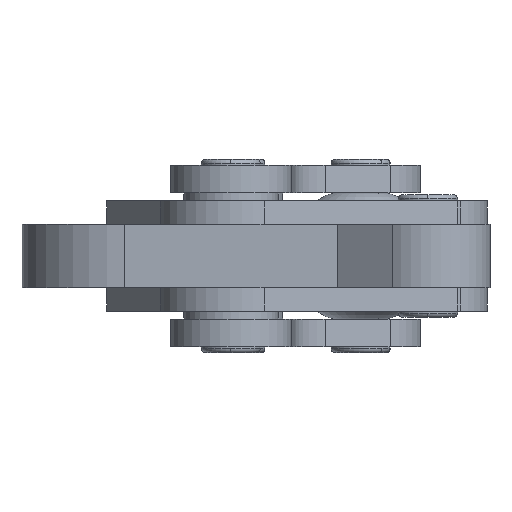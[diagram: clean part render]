
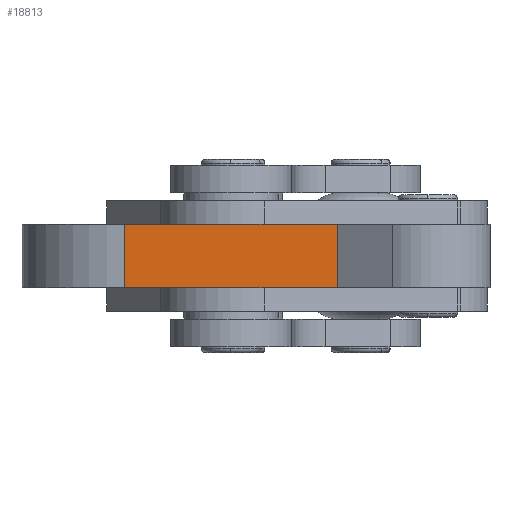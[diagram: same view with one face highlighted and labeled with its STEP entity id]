
A CAD part, front view. The second image highlights one B-rep face of the part: STEP entity #18813.
In plain terms, the highlighted planar face has unit normal (0, -1, 0).
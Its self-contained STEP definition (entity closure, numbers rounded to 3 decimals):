
#115 = DIRECTION ( 'NONE',  ( 0., 0., -1. ) ) ;
#117 = CARTESIAN_POINT ( 'NONE',  ( 0., 0., 16. ) ) ;
#129 = CARTESIAN_POINT ( 'NONE',  ( 54., 0., 16. ) ) ;
#134 = DIRECTION ( 'NONE',  ( 0., 0., -1. ) ) ;
#153 = DIRECTION ( 'NONE',  ( 1., 0., 0. ) ) ;
#154 = CARTESIAN_POINT ( 'NONE',  ( 54., 0., 0. ) ) ;
#170 = DIRECTION ( 'NONE',  ( 1., 0., 0. ) ) ;
#172 = CARTESIAN_POINT ( 'NONE',  ( 54., 0., 16. ) ) ;
#3049 = FACE_OUTER_BOUND ( 'NONE', #19101, .T. ) ;
#3506 = CARTESIAN_POINT ( 'NONE',  ( 54., 0., 16. ) ) ;
#3510 = PLANE ( 'NONE',  #11942 ) ;
#3512 = DIRECTION ( 'NONE',  ( 0., 1., 0. ) ) ;
#3513 = DIRECTION ( 'NONE',  ( -1., 0., 0. ) ) ;
#3522 = CARTESIAN_POINT ( 'NONE',  ( 0., 0., 16. ) ) ;
#3528 = CARTESIAN_POINT ( 'NONE',  ( 0., 0., 0. ) ) ;
#3776 = CARTESIAN_POINT ( 'NONE',  ( 54., 0., 0. ) ) ;
#3904 = CARTESIAN_POINT ( 'NONE',  ( 54., 0., 16. ) ) ;
#4038 = EDGE_CURVE ( 'NONE', #19003, #19564, #9281, .T. ) ;
#4044 = EDGE_CURVE ( 'NONE', #19188, #19436, #9291, .T. ) ;
#4049 = EDGE_CURVE ( 'NONE', #19564, #19436, #9299, .T. ) ;
#4050 = EDGE_CURVE ( 'NONE', #19003, #19188, #9300, .T. ) ;
#9281 = LINE ( 'NONE', #172, #9284 ) ;
#9284 = VECTOR ( 'NONE', #170, 1000. ) ;
#9291 = LINE ( 'NONE', #154, #9293 ) ;
#9293 = VECTOR ( 'NONE', #153, 1000. ) ;
#9299 = LINE ( 'NONE', #129, #9301 ) ;
#9300 = LINE ( 'NONE', #117, #9303 ) ;
#9301 = VECTOR ( 'NONE', #134, 1000. ) ;
#9303 = VECTOR ( 'NONE', #115, 1000. ) ;
#10191 = ORIENTED_EDGE ( 'NONE', *, *, #4050, .T. ) ;
#10192 = ORIENTED_EDGE ( 'NONE', *, *, #4038, .F. ) ;
#10193 = ORIENTED_EDGE ( 'NONE', *, *, #4049, .F. ) ;
#10194 = ORIENTED_EDGE ( 'NONE', *, *, #4044, .T. ) ;
#11942 = AXIS2_PLACEMENT_3D ( 'NONE', #3506, #3512, #3513 ) ;
#18813 = ADVANCED_FACE ( 'NONE', ( #3049 ), #3510, .F. ) ;
#19003 = VERTEX_POINT ( 'NONE', #3522 ) ;
#19101 = EDGE_LOOP ( 'NONE', ( #10194, #10193, #10192, #10191 ) ) ;
#19188 = VERTEX_POINT ( 'NONE', #3528 ) ;
#19436 = VERTEX_POINT ( 'NONE', #3776 ) ;
#19564 = VERTEX_POINT ( 'NONE', #3904 ) ;
